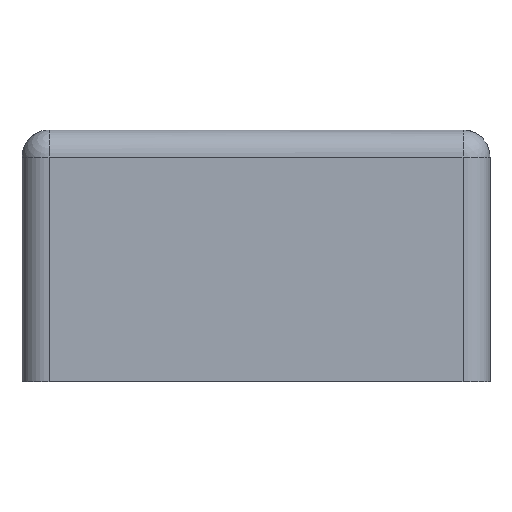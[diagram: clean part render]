
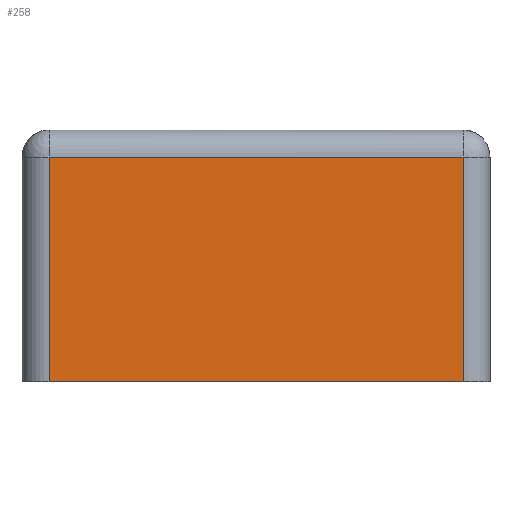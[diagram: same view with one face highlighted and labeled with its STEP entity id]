
A CAD part, left-side view. The second image highlights one B-rep face of the part: STEP entity #258.
In plain terms, the highlighted planar face has unit normal (-1, 0, 0).
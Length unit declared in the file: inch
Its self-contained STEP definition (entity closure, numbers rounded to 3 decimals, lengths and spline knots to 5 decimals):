
#118 = EDGE_LOOP ( 'NONE', ( #503, #773, #472, #256 ) ) ;
#174 = CARTESIAN_POINT ( 'NONE',  ( 0.5, 0.22, 0. ) ) ;
#186 = EDGE_CURVE ( 'NONE', #401, #838, #647, .T. ) ;
#200 = CARTESIAN_POINT ( 'NONE',  ( 0.5, 0.22, 0.75 ) ) ;
#250 = CARTESIAN_POINT ( 'NONE',  ( 0.5, 0.91, 0. ) ) ;
#256 = ORIENTED_EDGE ( 'NONE', *, *, #186, .T. ) ;
#258 = ADVANCED_FACE ( 'NONE', ( #894 ), #468, .T. ) ;
#299 = LINE ( 'NONE', #658, #473 ) ;
#321 = CARTESIAN_POINT ( 'NONE',  ( 0.5, 1.6, 0. ) ) ;
#334 = VECTOR ( 'NONE', #876, 39.37008 ) ;
#354 = CARTESIAN_POINT ( 'NONE',  ( 0.5, 0.91, 0.75 ) ) ;
#376 = DIRECTION ( 'NONE',  ( 0., 1., 0. ) ) ;
#401 = VERTEX_POINT ( 'NONE', #200 ) ;
#456 = VECTOR ( 'NONE', #376, 39.37008 ) ;
#468 = PLANE ( 'NONE',  #688 ) ;
#472 = ORIENTED_EDGE ( 'NONE', *, *, #549, .T. ) ;
#473 = VECTOR ( 'NONE', #866, 39.37008 ) ;
#503 = ORIENTED_EDGE ( 'NONE', *, *, #607, .F. ) ;
#544 = VERTEX_POINT ( 'NONE', #653 ) ;
#549 = EDGE_CURVE ( 'NONE', #544, #401, #299, .T. ) ;
#596 = VECTOR ( 'NONE', #749, 39.37008 ) ;
#598 = CARTESIAN_POINT ( 'NONE',  ( 0.5, 1.6, 0.375 ) ) ;
#607 = EDGE_CURVE ( 'NONE', #667, #838, #885, .T. ) ;
#612 = DIRECTION ( 'NONE',  ( -1., 0., 0. ) ) ;
#647 = LINE ( 'NONE', #354, #456 ) ;
#653 = CARTESIAN_POINT ( 'NONE',  ( 0.5, 0.22, 0. ) ) ;
#658 = CARTESIAN_POINT ( 'NONE',  ( 0.5, 0.22, 0.375 ) ) ;
#667 = VERTEX_POINT ( 'NONE', #321 ) ;
#673 = LINE ( 'NONE', #250, #596 ) ;
#679 = DIRECTION ( 'NONE',  ( 0., 0., 1. ) ) ;
#682 = EDGE_CURVE ( 'NONE', #544, #667, #673, .T. ) ;
#688 = AXIS2_PLACEMENT_3D ( 'NONE', #174, #612, #679 ) ;
#749 = DIRECTION ( 'NONE',  ( 0., 1., 0. ) ) ;
#773 = ORIENTED_EDGE ( 'NONE', *, *, #682, .F. ) ;
#838 = VERTEX_POINT ( 'NONE', #844 ) ;
#844 = CARTESIAN_POINT ( 'NONE',  ( 0.5, 1.6, 0.75 ) ) ;
#866 = DIRECTION ( 'NONE',  ( 0., 0., 1. ) ) ;
#876 = DIRECTION ( 'NONE',  ( 0., 0., 1. ) ) ;
#885 = LINE ( 'NONE', #598, #334 ) ;
#894 = FACE_OUTER_BOUND ( 'NONE', #118, .T. ) ;
